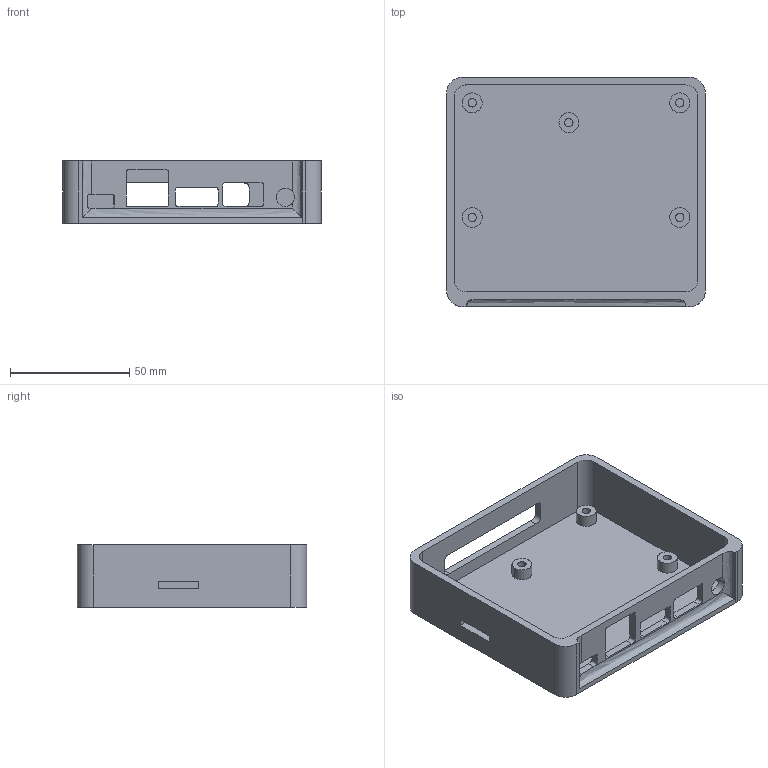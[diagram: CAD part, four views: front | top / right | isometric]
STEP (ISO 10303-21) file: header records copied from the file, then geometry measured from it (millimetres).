
FILE_DESCRIPTION(/* description */ (''),/* implementation_level */ '2;1');
FILE_NAME(/* name */ 'behuizing (rik) bottom',/* time_stamp */ '2022-04-12T17:56:43+02:00',/* author */ (''),/* organization */ (''),/* preprocessor_version */ 'ST-DEVELOPER v16.5',/* originating_system */ 'Rhino 7.16',/* authorisation */ '');
FILE_SCHEMA (('CONFIG_CONTROL_DESIGN'));
Length unit declared in the file: millimetre
Products named in the file (1): Document
Bounding box: 108.4 x 96.15 x 26 mm (x, y, z)
Volume: 39905.9 mm3; surface area: 39882.5 mm2
Topology: 1 solids, 1 shells, 101 faces, 267 edges, 178 vertices
Faces by surface type: plane 48, cylinder 30, bspline 23
Entity records: 4737 total; most frequent: CARTESIAN_POINT 2923, ORIENTED_EDGE 534, EDGE_CURVE 267, VERTEX_POINT 178, B_SPLINE_CURVE_WITH_KNOTS 135, EDGE_LOOP 125, ADVANCED_FACE 101, FACE_OUTER_BOUND 101
